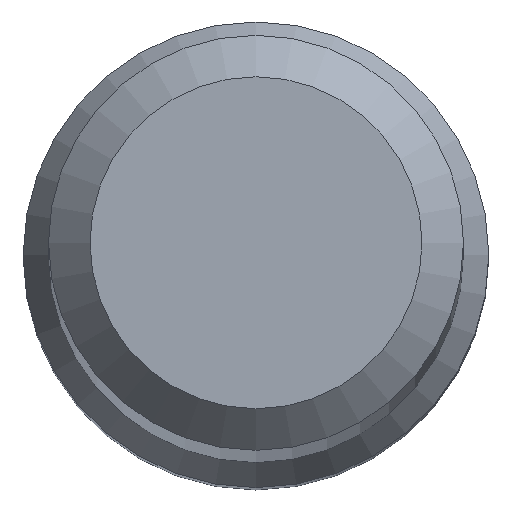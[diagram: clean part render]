
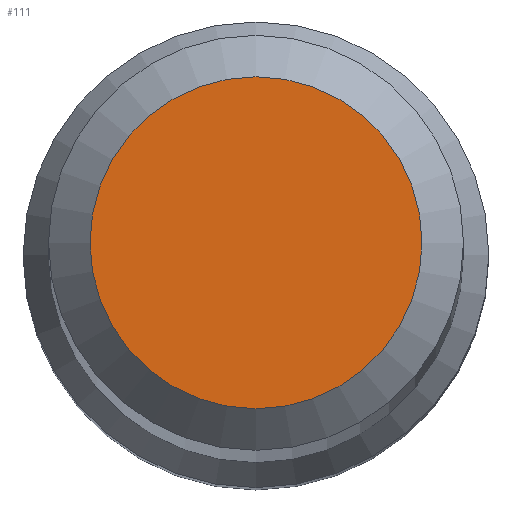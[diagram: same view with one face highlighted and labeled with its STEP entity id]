
A CAD part, top view. The second image highlights one B-rep face of the part: STEP entity #111.
In plain terms, the highlighted planar face has unit normal (0, 0, 1).
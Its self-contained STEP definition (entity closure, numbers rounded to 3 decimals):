
#7 = CARTESIAN_POINT ( 'NONE',  ( 0., 0., 80. ) ) ;
#35 = AXIS2_PLACEMENT_3D ( 'NONE', #7, #147, #82 ) ;
#73 = CIRCLE ( 'NONE', #78, 1.6 ) ;
#78 = AXIS2_PLACEMENT_3D ( 'NONE', #226, #102, #79 ) ;
#79 = DIRECTION ( 'NONE',  ( 0., 1., 0. ) ) ;
#82 = DIRECTION ( 'NONE',  ( 0., -1., 0. ) ) ;
#85 = FACE_OUTER_BOUND ( 'NONE', #195, .T. ) ;
#102 = DIRECTION ( 'NONE',  ( 0., 0., -1. ) ) ;
#111 = ADVANCED_FACE ( 'NONE', ( #85 ), #194, .T. ) ;
#123 = VERTEX_POINT ( 'NONE', #184 ) ;
#147 = DIRECTION ( 'NONE',  ( 0., 0., 1. ) ) ;
#160 = ORIENTED_EDGE ( 'NONE', *, *, #242, .F. ) ;
#184 = CARTESIAN_POINT ( 'NONE',  ( 0., 1.6, 80. ) ) ;
#194 = PLANE ( 'NONE',  #35 ) ;
#195 = EDGE_LOOP ( 'NONE', ( #160 ) ) ;
#226 = CARTESIAN_POINT ( 'NONE',  ( 0., 0., 80. ) ) ;
#242 = EDGE_CURVE ( 'NONE', #123, #123, #73, .T. ) ;
